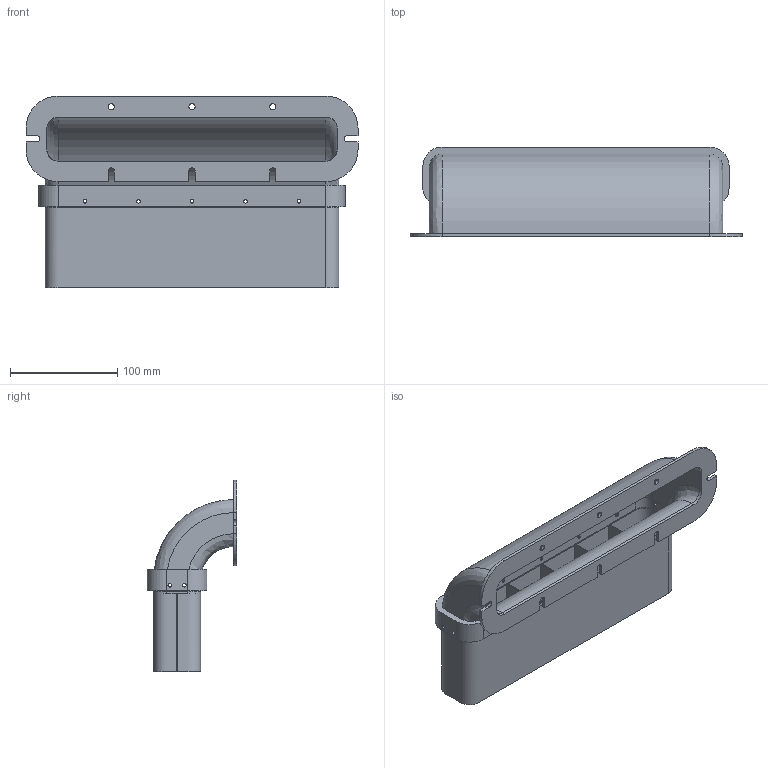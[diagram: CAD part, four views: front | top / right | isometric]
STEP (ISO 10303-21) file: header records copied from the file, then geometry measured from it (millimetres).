
FILE_DESCRIPTION (( 'STEP AP214' ), '1' );
FILE_NAME ('InletDuct_Moduluar_BigFront.STEP', '2022-06-10T12:05:03', ( '' ), ( '' ), 'SwSTEP 2.0', 'SolidWorks 2020', '' );
FILE_SCHEMA (( 'AUTOMOTIVE_DESIGN' ));
Length unit declared in the file: millimetre
Products named in the file (1): InletDuct_Moduluar_BigFront
Bounding box: 310 x 84 x 179.23 mm (x, y, z)
Volume: 266402.1 mm3; surface area: 328970.3 mm2
Topology: 2 solids, 2 shells, 350 faces, 990 edges, 645 vertices
Faces by surface type: plane 225, cylinder 63, bspline 62
Entity records: 15507 total; most frequent: CARTESIAN_POINT 6537, ORIENTED_EDGE 1980, DIRECTION 1631, EDGE_CURVE 990, LINE 733, VECTOR 733, VERTEX_POINT 645, AXIS2_PLACEMENT_3D 449
